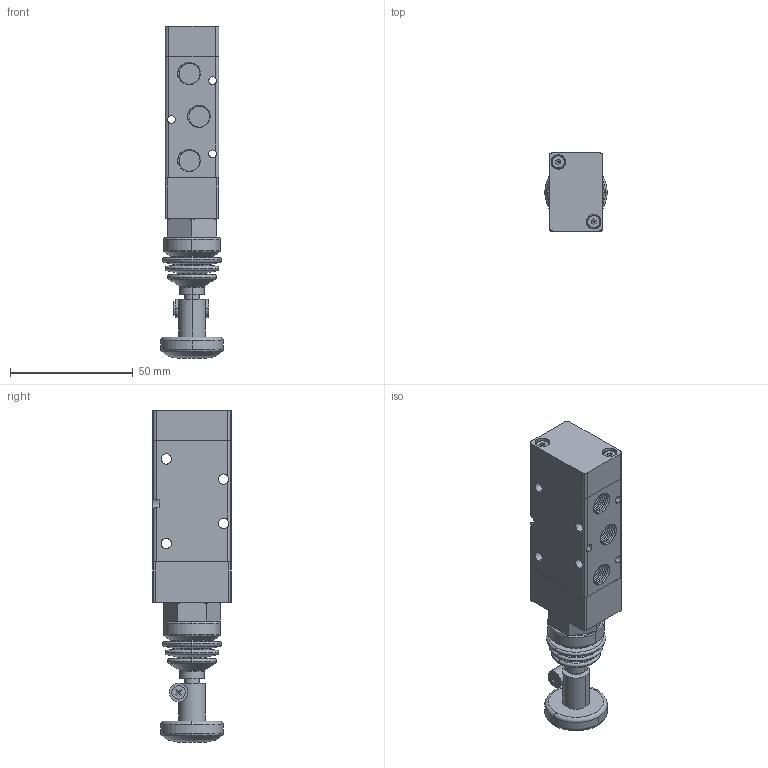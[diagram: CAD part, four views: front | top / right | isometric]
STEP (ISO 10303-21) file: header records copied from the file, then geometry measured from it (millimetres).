
FILE_DESCRIPTION(( '521MT.stp' ), '1');
FILE_NAME( '521MT.stp', '2019-02-01T14:48:22',( 'Sopra'),('sopra-pneumatic.com'), 'SwSTEP 2.0','SolidWorks 2009','' );
FILE_SCHEMA(('CONFIG_CONTROL_DESIGN'));
Length unit declared in the file: millimetre
Products named in the file (10): 00_076_4; 521 TELO; PART1; X21 OPRUGA; PART2; ~~PART1; GUMA RAVNA; ~~~PART1; 521 LL90; PART1A
Assembly tree (7 placements, depth 3):
  00_076_4
    521 TELO
      PART1
    X21 OPRUGA
      PART2
    ~~PART1
    GUMA RAVNA
      ~~~PART1
  521 LL90
  PART1A
Bounding box: 25.5 x 32 x 135.5 mm (x, y, z)
Surface area: 23866 mm2 (no closed solid volume)
Topology: 0 solids, 4 shells, 400 faces, 1096 edges, 717 vertices
Faces by surface type: cylinder 200, plane 106, cone 40, bspline 34, torus 20
Entity records: 28335 total; most frequent: CARTESIAN_POINT 18285, ORIENTED_EDGE 2192, DIRECTION 1920, EDGE_CURVE 1096, AXIS2_PLACEMENT_3D 759, VERTEX_POINT 717, EDGE_LOOP 437, VECTOR 402
